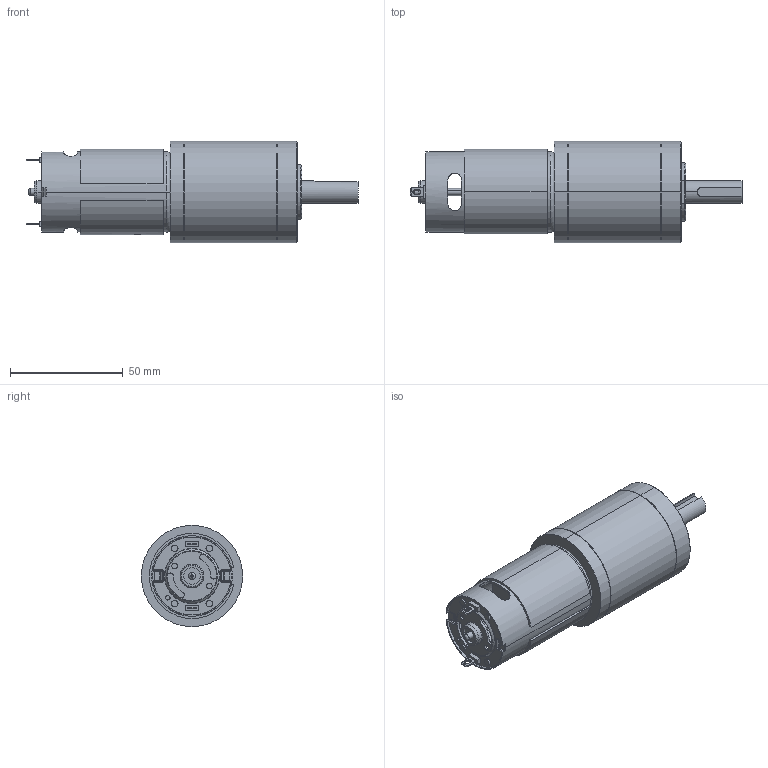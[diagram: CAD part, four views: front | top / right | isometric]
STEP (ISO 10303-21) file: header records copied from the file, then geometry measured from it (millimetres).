
FILE_DESCRIPTION (( 'STEP AP203' ), '1' );
FILE_NAME ('PG71 w 9015.STEP', '2012-05-16T14:09:16', ( 'Baker' ), ( '' ), 'SwSTEP 2.0', 'SolidWorks 2010', '' );
FILE_SCHEMA (( 'CONFIG_CONTROL_DESIGN' ));
Length unit declared in the file: inch
Products named in the file (13): AM-0912 end cap; AM-0912 shield; AM-0912 armature; AM-0912 red dot; PG71 w 9015; PG-71 Gearbox; AM-0912; AM-0912 housing; AM-0912 output bushing; AM-0912 cap bushing; AM-0912 shaft; AM-0912 terminal housing; AM-0912 terminal
Assembly tree (14 placements, depth 3):
  PG71 w 9015
    PG-71 Gearbox
    AM-0912
      AM-0912 cap bushing
      AM-0912 red dot
      AM-0912 terminal housing  x2
      AM-0912 armature
      AM-0912 end cap
      AM-0912 shaft
      AM-0912 terminal  x2
      AM-0912 shield
      AM-0912 output bushing
      AM-0912 housing
Bounding box: 147.53 x 45 x 45 mm (x, y, z)
Volume: 107262.4 mm3; surface area: 42040.9 mm2
Topology: 13 solids, 13 shells, 590 faces, 1436 edges, 894 vertices
Faces by surface type: plane 347, cylinder 175, cone 38, torus 22, sphere 8
Entity records: 17954 total; most frequent: CARTESIAN_POINT 3384, DIRECTION 2837, ORIENTED_EDGE 2652, EDGE_CURVE 1326, AXIS2_PLACEMENT_3D 1063, VERTEX_POINT 830, VECTOR 711, LINE 711
